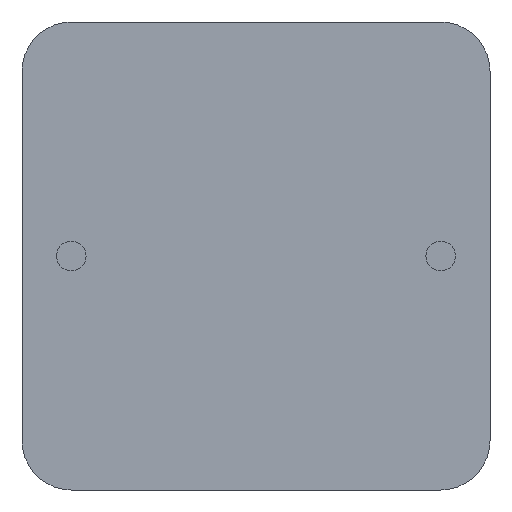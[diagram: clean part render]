
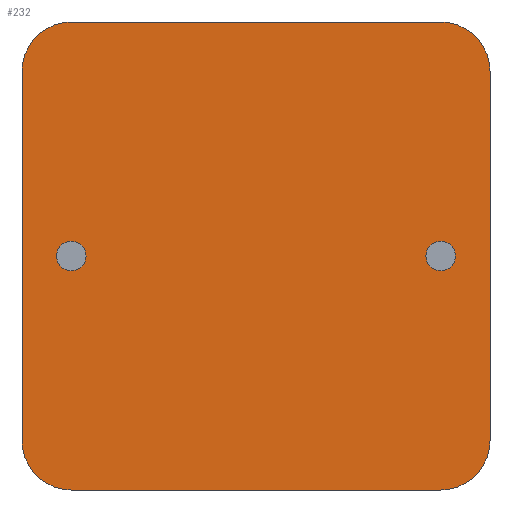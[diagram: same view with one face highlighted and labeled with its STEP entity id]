
A CAD part, front view. The second image highlights one B-rep face of the part: STEP entity #232.
In plain terms, the highlighted planar face has unit normal (0, -1, 0).
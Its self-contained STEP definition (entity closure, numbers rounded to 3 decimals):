
#15=FACE_BOUND('',#53,.T.);
#16=FACE_BOUND('',#54,.T.);
#24=PLANE('',#281);
#38=FACE_OUTER_BOUND('',#52,.T.);
#52=EDGE_LOOP('',(#203,#204,#205,#206,#207,#208,#209,#210));
#53=EDGE_LOOP('',(#211));
#54=EDGE_LOOP('',(#212));
#57=LINE('',#372,#75);
#62=LINE('',#386,#80);
#66=LINE('',#398,#84);
#70=LINE('',#410,#88);
#75=VECTOR('',#304,10.);
#80=VECTOR('',#317,10.);
#84=VECTOR('',#329,10.);
#88=VECTOR('',#341,10.);
#92=CIRCLE('',#258,0.3);
#94=CIRCLE('',#262,0.3);
#95=CIRCLE('',#266,1.);
#97=CIRCLE('',#270,1.);
#99=CIRCLE('',#274,1.);
#101=CIRCLE('',#278,1.);
#104=VERTEX_POINT('',#358);
#106=VERTEX_POINT('',#365);
#107=VERTEX_POINT('',#370);
#108=VERTEX_POINT('',#371);
#111=VERTEX_POINT('',#379);
#113=VERTEX_POINT('',#385);
#115=VERTEX_POINT('',#391);
#117=VERTEX_POINT('',#397);
#119=VERTEX_POINT('',#403);
#121=VERTEX_POINT('',#409);
#125=EDGE_CURVE('',#104,#104,#92,.T.);
#128=EDGE_CURVE('',#106,#106,#94,.T.);
#129=EDGE_CURVE('',#107,#108,#57,.T.);
#133=EDGE_CURVE('',#111,#107,#95,.T.);
#136=EDGE_CURVE('',#113,#111,#62,.T.);
#139=EDGE_CURVE('',#115,#113,#97,.T.);
#142=EDGE_CURVE('',#117,#115,#66,.T.);
#145=EDGE_CURVE('',#119,#117,#99,.T.);
#148=EDGE_CURVE('',#121,#119,#70,.T.);
#151=EDGE_CURVE('',#108,#121,#101,.T.);
#203=ORIENTED_EDGE('',*,*,#151,.F.);
#204=ORIENTED_EDGE('',*,*,#129,.F.);
#205=ORIENTED_EDGE('',*,*,#133,.F.);
#206=ORIENTED_EDGE('',*,*,#136,.F.);
#207=ORIENTED_EDGE('',*,*,#139,.F.);
#208=ORIENTED_EDGE('',*,*,#142,.F.);
#209=ORIENTED_EDGE('',*,*,#145,.F.);
#210=ORIENTED_EDGE('',*,*,#148,.F.);
#211=ORIENTED_EDGE('',*,*,#125,.T.);
#212=ORIENTED_EDGE('',*,*,#128,.T.);
#232=ADVANCED_FACE('',(#38,#15,#16),#24,.F.);
#258=AXIS2_PLACEMENT_3D('',#360,#289,#290);
#262=AXIS2_PLACEMENT_3D('',#367,#298,#299);
#266=AXIS2_PLACEMENT_3D('',#380,#310,#311);
#270=AXIS2_PLACEMENT_3D('',#392,#322,#323);
#274=AXIS2_PLACEMENT_3D('',#404,#334,#335);
#278=AXIS2_PLACEMENT_3D('',#415,#346,#347);
#281=AXIS2_PLACEMENT_3D('',#418,#352,#353);
#289=DIRECTION('center_axis',(0.,1.,0.));
#290=DIRECTION('ref_axis',(-1.,0.,0.));
#298=DIRECTION('center_axis',(0.,1.,0.));
#299=DIRECTION('ref_axis',(-1.,0.,0.));
#304=DIRECTION('',(1.,0.,0.));
#310=DIRECTION('center_axis',(0.,1.,0.));
#311=DIRECTION('ref_axis',(-1.,0.,0.));
#317=DIRECTION('',(0.,0.,1.));
#322=DIRECTION('center_axis',(0.,1.,0.));
#323=DIRECTION('ref_axis',(0.,0.,-1.));
#329=DIRECTION('',(-1.,0.,0.));
#334=DIRECTION('center_axis',(0.,1.,0.));
#335=DIRECTION('ref_axis',(1.,0.,0.));
#341=DIRECTION('',(0.,0.,-1.));
#346=DIRECTION('center_axis',(0.,1.,0.));
#347=DIRECTION('ref_axis',(0.,0.,1.));
#352=DIRECTION('center_axis',(0.,1.,0.));
#353=DIRECTION('ref_axis',(0.,0.,1.));
#358=CARTESIAN_POINT('',(1.855,0.,2.355));
#360=CARTESIAN_POINT('Origin',(1.555,0.,2.355));
#365=CARTESIAN_POINT('',(-5.645,0.,2.355));
#367=CARTESIAN_POINT('Origin',(-5.945,0.,2.355));
#370=CARTESIAN_POINT('',(-5.945,0.,7.105));
#371=CARTESIAN_POINT('',(1.555,0.,7.105));
#372=CARTESIAN_POINT('',(-5.945,0.,7.105));
#379=CARTESIAN_POINT('',(-6.945,0.,6.105));
#380=CARTESIAN_POINT('Origin',(-5.945,0.,6.105));
#385=CARTESIAN_POINT('',(-6.945,0.,-1.395));
#386=CARTESIAN_POINT('',(-6.945,0.,-1.395));
#391=CARTESIAN_POINT('',(-5.945,0.,-2.395));
#392=CARTESIAN_POINT('Origin',(-5.945,0.,-1.395));
#397=CARTESIAN_POINT('',(1.555,0.,-2.395));
#398=CARTESIAN_POINT('',(1.555,0.,-2.395));
#403=CARTESIAN_POINT('',(2.555,0.,-1.395));
#404=CARTESIAN_POINT('Origin',(1.555,0.,-1.395));
#409=CARTESIAN_POINT('',(2.555,0.,6.105));
#410=CARTESIAN_POINT('',(2.555,0.,6.105));
#415=CARTESIAN_POINT('Origin',(1.555,0.,6.105));
#418=CARTESIAN_POINT('Origin',(-2.195,0.,2.355));
